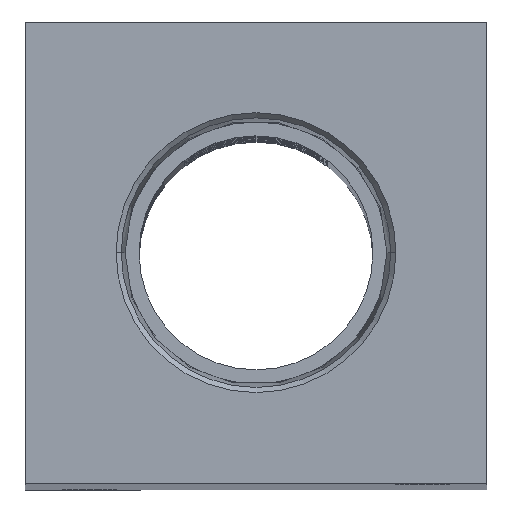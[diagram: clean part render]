
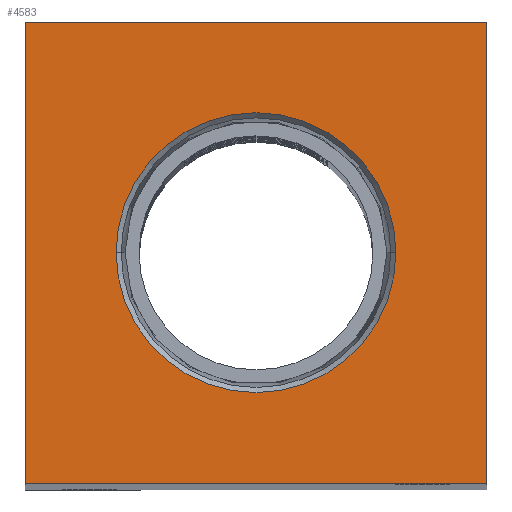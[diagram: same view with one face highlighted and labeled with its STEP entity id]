
A CAD part, top view. The second image highlights one B-rep face of the part: STEP entity #4583.
In plain terms, the highlighted planar face has unit normal (0, 0, 1).
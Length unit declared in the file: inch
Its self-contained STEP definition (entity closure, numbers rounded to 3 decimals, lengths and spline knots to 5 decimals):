
#180 = CARTESIAN_POINT ( 'NONE',  ( -1.125, -1.125, 9.375 ) ) ;
#220 = EDGE_CURVE ( 'NONE', #3406, #1703, #3286, .T. ) ;
#633 = CARTESIAN_POINT ( 'NONE',  ( -0.68247, 0., 9.375 ) ) ;
#814 = VECTOR ( 'NONE', #5643, 39.37008 ) ;
#1052 = VECTOR ( 'NONE', #1132, 39.37008 ) ;
#1070 = ORIENTED_EDGE ( 'NONE', *, *, #2176, .F. ) ;
#1132 = DIRECTION ( 'NONE',  ( 0., 1., 0. ) ) ;
#1152 = CARTESIAN_POINT ( 'NONE',  ( 1.125, -1.125, 9.375 ) ) ;
#1523 = DIRECTION ( 'NONE',  ( 0., 0., 1. ) ) ;
#1531 = EDGE_CURVE ( 'NONE', #1703, #5786, #3497, .T. ) ;
#1577 = CARTESIAN_POINT ( 'NONE',  ( 1.125, 1.125, 9.375 ) ) ;
#1623 = ORIENTED_EDGE ( 'NONE', *, *, #220, .T. ) ;
#1631 = VECTOR ( 'NONE', #5498, 39.37008 ) ;
#1703 = VERTEX_POINT ( 'NONE', #5186 ) ;
#1776 = CIRCLE ( 'NONE', #3210, 0.68247 ) ;
#1908 = EDGE_CURVE ( 'NONE', #2160, #3406, #2071, .T. ) ;
#1914 = FACE_BOUND ( 'NONE', #2995, .T. ) ;
#1961 = CARTESIAN_POINT ( 'NONE',  ( -1.125, -1.125, 9.375 ) ) ;
#2071 = LINE ( 'NONE', #180, #814 ) ;
#2160 = VERTEX_POINT ( 'NONE', #2643 ) ;
#2176 = EDGE_CURVE ( 'NONE', #3938, #2890, #3501, .T. ) ;
#2326 = DIRECTION ( 'NONE',  ( 1., 0., 0. ) ) ;
#2344 = DIRECTION ( 'NONE',  ( 0., 0., 1. ) ) ;
#2373 = CARTESIAN_POINT ( 'NONE',  ( 0., 0., 9.375 ) ) ;
#2643 = CARTESIAN_POINT ( 'NONE',  ( -1.125, 1.125, 9.375 ) ) ;
#2831 = CARTESIAN_POINT ( 'NONE',  ( 0.68247, 0., 9.375 ) ) ;
#2890 = VERTEX_POINT ( 'NONE', #2831 ) ;
#2898 = DIRECTION ( 'NONE',  ( 1., 0., 0. ) ) ;
#2913 = CARTESIAN_POINT ( 'NONE',  ( 1.125, 1.125, 9.375 ) ) ;
#2957 = ORIENTED_EDGE ( 'NONE', *, *, #1531, .T. ) ;
#2995 = EDGE_LOOP ( 'NONE', ( #3481, #1070 ) ) ;
#3210 = AXIS2_PLACEMENT_3D ( 'NONE', #4236, #1523, #4687 ) ;
#3286 = LINE ( 'NONE', #4265, #4334 ) ;
#3406 = VERTEX_POINT ( 'NONE', #1961 ) ;
#3481 = ORIENTED_EDGE ( 'NONE', *, *, #4609, .F. ) ;
#3497 = LINE ( 'NONE', #1152, #1052 ) ;
#3501 = CIRCLE ( 'NONE', #4115, 0.68247 ) ;
#3506 = ORIENTED_EDGE ( 'NONE', *, *, #4620, .T. ) ;
#3509 = AXIS2_PLACEMENT_3D ( 'NONE', #5458, #5478, #2898 ) ;
#3938 = VERTEX_POINT ( 'NONE', #633 ) ;
#4115 = AXIS2_PLACEMENT_3D ( 'NONE', #2373, #2344, #2326 ) ;
#4236 = CARTESIAN_POINT ( 'NONE',  ( 0., 0., 9.375 ) ) ;
#4247 = DIRECTION ( 'NONE',  ( 1., 0., 0. ) ) ;
#4265 = CARTESIAN_POINT ( 'NONE',  ( 1.125, -1.125, 9.375 ) ) ;
#4334 = VECTOR ( 'NONE', #4247, 39.37008 ) ;
#4583 = ADVANCED_FACE ( 'NONE', ( #1914, #5426 ), #5080, .T. ) ;
#4609 = EDGE_CURVE ( 'NONE', #2890, #3938, #1776, .T. ) ;
#4620 = EDGE_CURVE ( 'NONE', #5786, #2160, #5058, .T. ) ;
#4687 = DIRECTION ( 'NONE',  ( 1., 0., 0. ) ) ;
#5058 = LINE ( 'NONE', #2913, #1631 ) ;
#5069 = ORIENTED_EDGE ( 'NONE', *, *, #1908, .T. ) ;
#5080 = PLANE ( 'NONE',  #3509 ) ;
#5186 = CARTESIAN_POINT ( 'NONE',  ( 1.125, -1.125, 9.375 ) ) ;
#5375 = EDGE_LOOP ( 'NONE', ( #5069, #1623, #2957, #3506 ) ) ;
#5426 = FACE_OUTER_BOUND ( 'NONE', #5375, .T. ) ;
#5458 = CARTESIAN_POINT ( 'NONE',  ( 0., 0., 9.375 ) ) ;
#5478 = DIRECTION ( 'NONE',  ( 0., 0., 1. ) ) ;
#5498 = DIRECTION ( 'NONE',  ( -1., 0., 0. ) ) ;
#5643 = DIRECTION ( 'NONE',  ( 0., -1., 0. ) ) ;
#5786 = VERTEX_POINT ( 'NONE', #1577 ) ;
